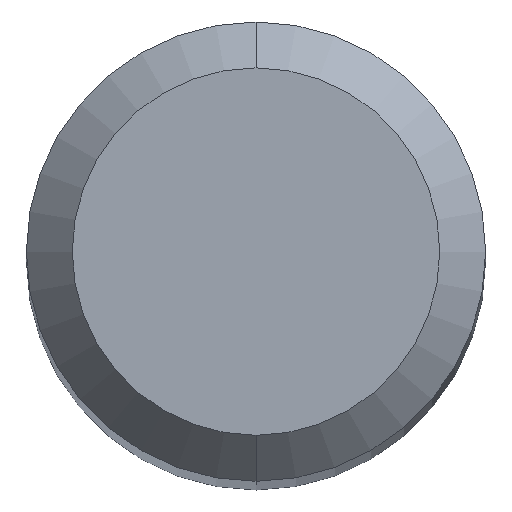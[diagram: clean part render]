
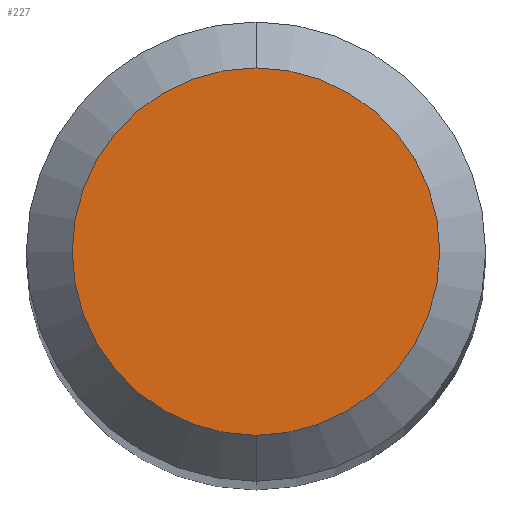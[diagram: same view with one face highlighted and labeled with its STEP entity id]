
A CAD part, top view. The second image highlights one B-rep face of the part: STEP entity #227.
In plain terms, the highlighted planar face has unit normal (0, 0, 1).
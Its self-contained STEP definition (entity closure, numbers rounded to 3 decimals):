
#227=ADVANCED_FACE('',(#539),#540,.T.);
#279=VERTEX_POINT('',#595);
#329=EDGE_CURVE('',#425,#279,#649,.T.);
#387=EDGE_CURVE('',#279,#425,#719,.T.);
#425=VERTEX_POINT('',#759);
#539=FACE_OUTER_BOUND('',#912,.T.);
#540=PLANE('',#913);
#595=CARTESIAN_POINT('',(0.0,1.2,0.0));
#649=CIRCLE('',#1141,1.2);
#719=CIRCLE('',#1265,1.2);
#759=CARTESIAN_POINT('',(0.,-1.2,0.0));
#912=EDGE_LOOP('',(#1508,#1509));
#913=AXIS2_PLACEMENT_3D('',#1510,#1511,#1512);
#1141=AXIS2_PLACEMENT_3D('',#1598,#1599,#1600);
#1265=AXIS2_PLACEMENT_3D('',#1715,#1716,#1717);
#1508=ORIENTED_EDGE('',*,*,#387,.F.);
#1509=ORIENTED_EDGE('',*,*,#329,.F.);
#1510=CARTESIAN_POINT('',(0.0,0.6,0.0));
#1511=DIRECTION('',(-0.0,0.0,1.0));
#1512=DIRECTION('',(0.0,-1.0,0.0));
#1598=CARTESIAN_POINT('',(0.0,0.0,0.0));
#1599=DIRECTION('',(0.0,0.0,-1.0));
#1600=DIRECTION('',(0.0,1.0,0.0));
#1715=CARTESIAN_POINT('',(0.0,0.0,0.0));
#1716=DIRECTION('',(0.0,0.0,-1.0));
#1717=DIRECTION('',(0.0,1.0,0.0));
